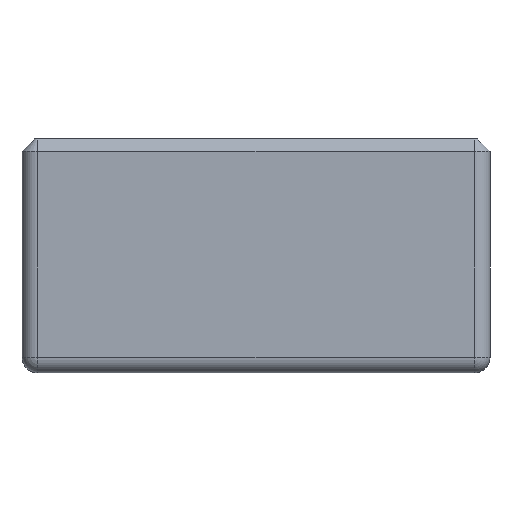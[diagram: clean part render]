
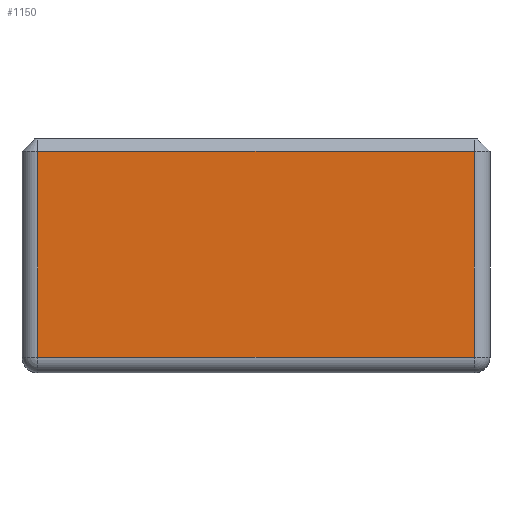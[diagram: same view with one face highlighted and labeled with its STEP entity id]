
A CAD part, front view. The second image highlights one B-rep face of the part: STEP entity #1150.
In plain terms, the highlighted planar face has unit normal (0, -1, 0).
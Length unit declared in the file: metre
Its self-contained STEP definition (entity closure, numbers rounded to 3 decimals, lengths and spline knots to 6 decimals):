
#82=LINE('',#1848,#186);
#83=LINE('',#1851,#187);
#84=LINE('',#1853,#188);
#85=LINE('',#1855,#189);
#186=VECTOR('',#1439,1.);
#187=VECTOR('',#1440,1.);
#188=VECTOR('',#1441,1.);
#189=VECTOR('',#1442,1.);
#303=ORIENTED_EDGE('',*,*,#641,.T.);
#304=ORIENTED_EDGE('',*,*,#642,.T.);
#305=ORIENTED_EDGE('',*,*,#643,.T.);
#306=ORIENTED_EDGE('',*,*,#644,.T.);
#641=EDGE_CURVE('',#810,#811,#82,.F.);
#642=EDGE_CURVE('',#811,#812,#83,.T.);
#643=EDGE_CURVE('',#812,#813,#84,.T.);
#644=EDGE_CURVE('',#813,#810,#85,.T.);
#810=VERTEX_POINT('',#1849);
#811=VERTEX_POINT('',#1850);
#812=VERTEX_POINT('',#1852);
#813=VERTEX_POINT('',#1854);
#947=EDGE_LOOP('',(#303,#304,#305,#306));
#1033=FACE_BOUND('',#947,.T.);
#1116=PLANE('',#1250);
#1150=ADVANCED_FACE('',(#1033),#1116,.F.);
#1250=AXIS2_PLACEMENT_3D('',#1847,#1437,#1438);
#1437=DIRECTION('',(0.,1.,0.));
#1438=DIRECTION('',(-1.,0.,0.));
#1439=DIRECTION('',(0.,0.,-1.));
#1440=DIRECTION('',(-1.,0.,0.));
#1441=DIRECTION('',(0.,0.,-1.));
#1442=DIRECTION('',(1.,0.,0.));
#1847=CARTESIAN_POINT('',(0.,-0.02,0.015));
#1848=CARTESIAN_POINT('',(0.014,-0.02,0.015));
#1849=CARTESIAN_POINT('',(0.014,-0.02,0.001));
#1850=CARTESIAN_POINT('',(0.014,-0.02,0.0142));
#1851=CARTESIAN_POINT('',(-0.014,-0.02,0.0142));
#1852=CARTESIAN_POINT('',(-0.014,-0.02,0.0142));
#1853=CARTESIAN_POINT('',(-0.014,-0.02,0.015));
#1854=CARTESIAN_POINT('',(-0.014,-0.02,0.001));
#1855=CARTESIAN_POINT('',(0.,-0.02,0.001));
